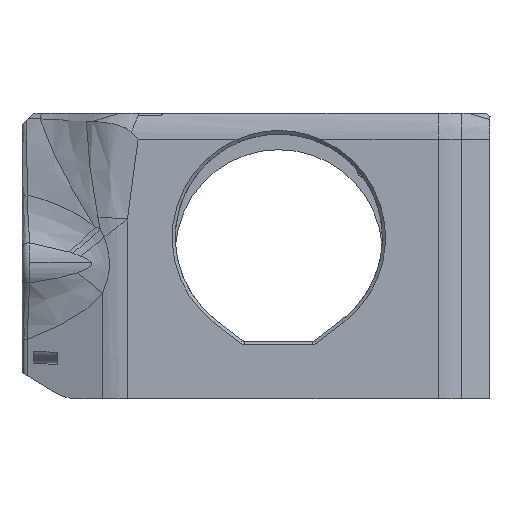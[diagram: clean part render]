
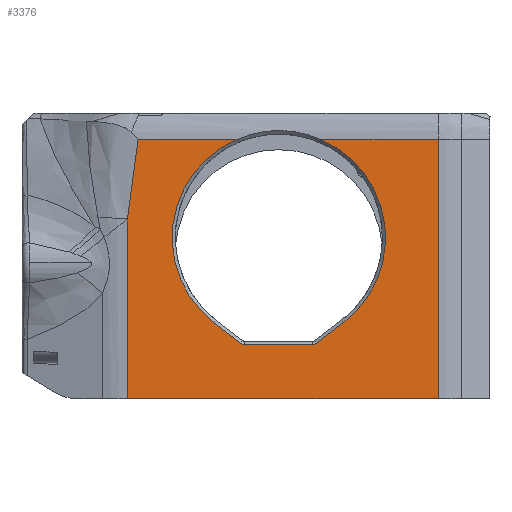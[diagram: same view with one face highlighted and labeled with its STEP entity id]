
A CAD part, left-side view. The second image highlights one B-rep face of the part: STEP entity #3376.
In plain terms, the highlighted planar face has unit normal (-1, 0, 0).
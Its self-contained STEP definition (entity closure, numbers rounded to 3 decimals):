
#309 = VERTEX_POINT ( 'NONE', #11240 ) ;
#318 = VERTEX_POINT ( 'NONE', #34851 ) ;
#619 = CARTESIAN_POINT ( 'NONE',  ( -32.664, -56.313, 3.517 ) ) ;
#773 = EDGE_CURVE ( 'NONE', #14984, #25124, #8526, .T. ) ;
#1783 = ORIENTED_EDGE ( 'NONE', *, *, #35389, .T. ) ;
#1904 = VECTOR ( 'NONE', #24967, 1000. ) ;
#1937 = VECTOR ( 'NONE', #2373, 1000. ) ;
#2004 = LINE ( 'NONE', #8049, #1937 ) ;
#2373 = DIRECTION ( 'NONE',  ( 0., 0.793, -0.609 ) ) ;
#2838 = ORIENTED_EDGE ( 'NONE', *, *, #36441, .T. ) ;
#3282 = CARTESIAN_POINT ( 'NONE',  ( -32.664, -56.3, 3.399 ) ) ;
#3376 = ADVANCED_FACE ( 'NONE', ( #31140 ), #28120, .F. ) ;
#3849 = DIRECTION ( 'NONE',  ( 0., 0., 1. ) ) ;
#3854 = EDGE_CURVE ( 'NONE', #21599, #35401, #32799, .T. ) ;
#3918 = CARTESIAN_POINT ( 'NONE',  ( -32.664, -95.799, -22.374 ) ) ;
#4202 = CARTESIAN_POINT ( 'NONE',  ( -32.664, -57.401, 10.772 ) ) ;
#4427 = VERTEX_POINT ( 'NONE', #30811 ) ;
#4745 = DIRECTION ( 'NONE',  ( 0., 1., 0. ) ) ;
#4983 = CARTESIAN_POINT ( 'NONE',  ( -32.664, -60.816, 10.772 ) ) ;
#5310 = CARTESIAN_POINT ( 'NONE',  ( -32.664, -67.097, -12.613 ) ) ;
#5390 = CARTESIAN_POINT ( 'NONE',  ( -32.664, -56.428, 4.504 ) ) ;
#6325 = CARTESIAN_POINT ( 'NONE',  ( -32.664, -80.76, 10.772 ) ) ;
#6517 = CARTESIAN_POINT ( 'NONE',  ( -32.664, -70.053, 10.772 ) ) ;
#6608 = EDGE_CURVE ( 'NONE', #318, #24314, #18666, .T. ) ;
#7087 = AXIS2_PLACEMENT_3D ( 'NONE', #17136, #11277, #16958 ) ;
#7567 = CARTESIAN_POINT ( 'NONE',  ( -32.664, -70.558, -15.269 ) ) ;
#7678 = CARTESIAN_POINT ( 'NONE',  ( -32.664, -75.407, -1.784 ) ) ;
#7970 = DIRECTION ( 'NONE',  ( 1., 0., 0. ) ) ;
#8049 = CARTESIAN_POINT ( 'NONE',  ( -32.664, -80.453, -15.118 ) ) ;
#8051 = CARTESIAN_POINT ( 'NONE',  ( -32.664, -56.687, 6.415 ) ) ;
#8171 = DIRECTION ( 'NONE',  ( 0., 1., 0. ) ) ;
#8229 = CARTESIAN_POINT ( 'NONE',  ( -32.664, -57.203, 9.694 ) ) ;
#8523 = CARTESIAN_POINT ( 'NONE',  ( -32.664, -56.048, -20.084 ) ) ;
#8526 = LINE ( 'NONE', #19711, #20530 ) ;
#8714 = CARTESIAN_POINT ( 'NONE',  ( -32.664, -83.716, -12.613 ) ) ;
#9617 = VERTEX_POINT ( 'NONE', #12961 ) ;
#9810 = ORIENTED_EDGE ( 'NONE', *, *, #12755, .F. ) ;
#10599 = CARTESIAN_POINT ( 'NONE',  ( -32.664, -79.769, -14.634 ) ) ;
#11067 = CIRCLE ( 'NONE', #37049, 0.8 ) ;
#11240 = CARTESIAN_POINT ( 'NONE',  ( -32.664, -56.048, 0.604 ) ) ;
#11261 = CARTESIAN_POINT ( 'NONE',  ( -32.664, -56.328, 3.645 ) ) ;
#11277 = DIRECTION ( 'NONE',  ( 1., 0., 0. ) ) ;
#11441 = CARTESIAN_POINT ( 'NONE',  ( -32.664, -56.182, 2.311 ) ) ;
#12755 = EDGE_CURVE ( 'NONE', #4427, #309, #25730, .T. ) ;
#12961 = CARTESIAN_POINT ( 'NONE',  ( -32.664, -79.769, -15.434 ) ) ;
#13080 = EDGE_CURVE ( 'NONE', #21599, #4427, #29895, .T. ) ;
#13652 = VERTEX_POINT ( 'NONE', #5310 ) ;
#13926 = CARTESIAN_POINT ( 'NONE',  ( -32.664, -56.62, 5.943 ) ) ;
#14031 = VECTOR ( 'NONE', #14415, 1000. ) ;
#14101 = CARTESIAN_POINT ( 'NONE',  ( -32.664, -56.343, 3.774 ) ) ;
#14415 = DIRECTION ( 'NONE',  ( 0., 0.793, 0.609 ) ) ;
#14423 = CIRCLE ( 'NONE', #28921, 13.65 ) ;
#14839 = CARTESIAN_POINT ( 'NONE',  ( -32.664, -56.104, 1.459 ) ) ;
#14984 = VERTEX_POINT ( 'NONE', #6517 ) ;
#15047 = ORIENTED_EDGE ( 'NONE', *, *, #32389, .T. ) ;
#15520 = ORIENTED_EDGE ( 'NONE', *, *, #3854, .T. ) ;
#15551 = VECTOR ( 'NONE', #3849, 1000. ) ;
#15799 = VECTOR ( 'NONE', #16552, 1000. ) ;
#16093 = DIRECTION ( 'NONE',  ( 1., 0., 0. ) ) ;
#16112 = CARTESIAN_POINT ( 'NONE',  ( -32.664, -95.799, 10.772 ) ) ;
#16430 = VECTOR ( 'NONE', #31062, 1000. ) ;
#16552 = DIRECTION ( 'NONE',  ( 0., 1., 0. ) ) ;
#16675 = ORIENTED_EDGE ( 'NONE', *, *, #18493, .T. ) ;
#16886 = DIRECTION ( 'NONE',  ( 1., 0., 0. ) ) ;
#16958 = DIRECTION ( 'NONE',  ( 0., 1., 0. ) ) ;
#17074 = CARTESIAN_POINT ( 'NONE',  ( -32.664, -47.702, 2.269 ) ) ;
#17136 = CARTESIAN_POINT ( 'NONE',  ( -32.664, -57.407, 14.916 ) ) ;
#17255 = LINE ( 'NONE', #17074, #14031 ) ;
#18493 = EDGE_CURVE ( 'NONE', #25574, #36911, #14423, .T. ) ;
#18666 = CIRCLE ( 'NONE', #22273, 0.8 ) ;
#19095 = ORIENTED_EDGE ( 'NONE', *, *, #773, .T. ) ;
#19711 = CARTESIAN_POINT ( 'NONE',  ( -32.664, -60.816, 10.772 ) ) ;
#19774 = CARTESIAN_POINT ( 'NONE',  ( -32.664, -56.505, 5.106 ) ) ;
#20032 = ORIENTED_EDGE ( 'NONE', *, *, #20293, .T. ) ;
#20125 = CARTESIAN_POINT ( 'NONE',  ( -32.664, -56.287, 3.28 ) ) ;
#20293 = EDGE_CURVE ( 'NONE', #25124, #309, #30815, .T. ) ;
#20530 = VECTOR ( 'NONE', #8171, 1000. ) ;
#21448 = CARTESIAN_POINT ( 'NONE',  ( -32.664, -95.799, 10.772 ) ) ;
#21599 = VERTEX_POINT ( 'NONE', #3918 ) ;
#21934 = DIRECTION ( 'NONE',  ( 0., 1., 0. ) ) ;
#22237 = CARTESIAN_POINT ( 'NONE',  ( -32.664, -56.854, 7.531 ) ) ;
#22273 = AXIS2_PLACEMENT_3D ( 'NONE', #23575, #7970, #28031 ) ;
#22284 = ORIENTED_EDGE ( 'NONE', *, *, #13080, .F. ) ;
#22299 = CARTESIAN_POINT ( 'NONE',  ( -32.664, -80.256, -15.269 ) ) ;
#22317 = LINE ( 'NONE', #36158, #28574 ) ;
#22350 = CARTESIAN_POINT ( 'NONE',  ( -32.664, -75.407, -1.784 ) ) ;
#22413 = CARTESIAN_POINT ( 'NONE',  ( -32.664, -56.796, 7.159 ) ) ;
#22558 = ORIENTED_EDGE ( 'NONE', *, *, #24411, .T. ) ;
#22601 = CARTESIAN_POINT ( 'NONE',  ( -32.664, -56.741, 6.787 ) ) ;
#23047 = CIRCLE ( 'NONE', #30938, 13.65 ) ;
#23575 = CARTESIAN_POINT ( 'NONE',  ( -32.664, -71.045, -14.634 ) ) ;
#24272 = VERTEX_POINT ( 'NONE', #22299 ) ;
#24314 = VERTEX_POINT ( 'NONE', #7567 ) ;
#24411 = EDGE_CURVE ( 'NONE', #24272, #9617, #11067, .T. ) ;
#24967 = DIRECTION ( 'NONE',  ( 0., 1., 0. ) ) ;
#25124 = VERTEX_POINT ( 'NONE', #4202 ) ;
#25397 = LINE ( 'NONE', #4983, #15799 ) ;
#25574 = VERTEX_POINT ( 'NONE', #6325 ) ;
#25730 = LINE ( 'NONE', #8523, #16430 ) ;
#27158 = ORIENTED_EDGE ( 'NONE', *, *, #31215, .T. ) ;
#27810 = CARTESIAN_POINT ( 'NONE',  ( -32.664, -95.799, -22.374 ) ) ;
#28031 = DIRECTION ( 'NONE',  ( 0., 1., 0. ) ) ;
#28081 = EDGE_LOOP ( 'NONE', ( #19095, #20032, #9810, #22284, #15520, #27158, #16675, #31802, #22558, #1783, #29065, #2838, #15047 ) ) ;
#28120 = PLANE ( 'NONE',  #7087 ) ;
#28467 = CARTESIAN_POINT ( 'NONE',  ( -32.664, -56.358, 3.902 ) ) ;
#28574 = VECTOR ( 'NONE', #4745, 1000. ) ;
#28921 = AXIS2_PLACEMENT_3D ( 'NONE', #22350, #16886, #31247 ) ;
#29065 = ORIENTED_EDGE ( 'NONE', *, *, #6608, .T. ) ;
#29387 = CARTESIAN_POINT ( 'NONE',  ( -32.664, -56.048, 0.604 ) ) ;
#29895 = LINE ( 'NONE', #27810, #1904 ) ;
#30580 = CARTESIAN_POINT ( 'NONE',  ( -32.664, -57.02, 8.613 ) ) ;
#30811 = CARTESIAN_POINT ( 'NONE',  ( -32.664, -56.048, -22.374 ) ) ;
#30815 = B_SPLINE_CURVE_WITH_KNOTS ( 'NONE', 3,
 ( #36637, #8229, #30580, #22237, #22413, #22601, #8051, #37179, #13926, #36999, #19774, #5390, #28467, #14101, #11261, #619, #3282, #20125, #34502, #11441, #14839, #29387 ),
 .UNSPECIFIED., .F., .F.,
 ( 4, 3, 3, 3, 3, 3, 3, 4 ),
 ( 0.004, 0.008, 0.009, 0.009, 0.011, 0.012, 0.012, 0.015 ),
 .UNSPECIFIED. ) ;
#30938 = AXIS2_PLACEMENT_3D ( 'NONE', #7678, #33780, #33955 ) ;
#31062 = DIRECTION ( 'NONE',  ( 0., 0., 1. ) ) ;
#31140 = FACE_OUTER_BOUND ( 'NONE', #28081, .T. ) ;
#31215 = EDGE_CURVE ( 'NONE', #35401, #25574, #25397, .T. ) ;
#31247 = DIRECTION ( 'NONE',  ( 0., 1., 0. ) ) ;
#31802 = ORIENTED_EDGE ( 'NONE', *, *, #35843, .T. ) ;
#32389 = EDGE_CURVE ( 'NONE', #13652, #14984, #23047, .T. ) ;
#32799 = LINE ( 'NONE', #21448, #15551 ) ;
#33780 = DIRECTION ( 'NONE',  ( 1., 0., 0. ) ) ;
#33955 = DIRECTION ( 'NONE',  ( 0., 1., 0. ) ) ;
#34502 = CARTESIAN_POINT ( 'NONE',  ( -32.664, -56.274, 3.162 ) ) ;
#34851 = CARTESIAN_POINT ( 'NONE',  ( -32.664, -71.045, -15.434 ) ) ;
#35389 = EDGE_CURVE ( 'NONE', #9617, #318, #22317, .T. ) ;
#35401 = VERTEX_POINT ( 'NONE', #16112 ) ;
#35843 = EDGE_CURVE ( 'NONE', #36911, #24272, #2004, .T. ) ;
#36158 = CARTESIAN_POINT ( 'NONE',  ( -32.664, -57.407, -15.434 ) ) ;
#36441 = EDGE_CURVE ( 'NONE', #24314, #13652, #17255, .T. ) ;
#36637 = CARTESIAN_POINT ( 'NONE',  ( -32.664, -57.401, 10.772 ) ) ;
#36911 = VERTEX_POINT ( 'NONE', #8714 ) ;
#36999 = CARTESIAN_POINT ( 'NONE',  ( -32.664, -56.588, 5.707 ) ) ;
#37049 = AXIS2_PLACEMENT_3D ( 'NONE', #10599, #16093, #21934 ) ;
#37179 = CARTESIAN_POINT ( 'NONE',  ( -32.664, -56.653, 6.179 ) ) ;
